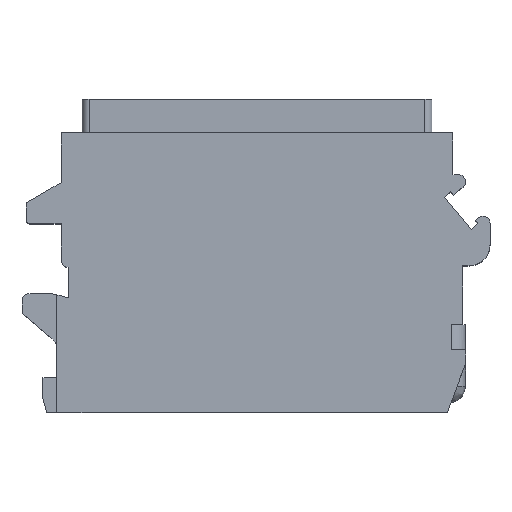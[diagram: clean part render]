
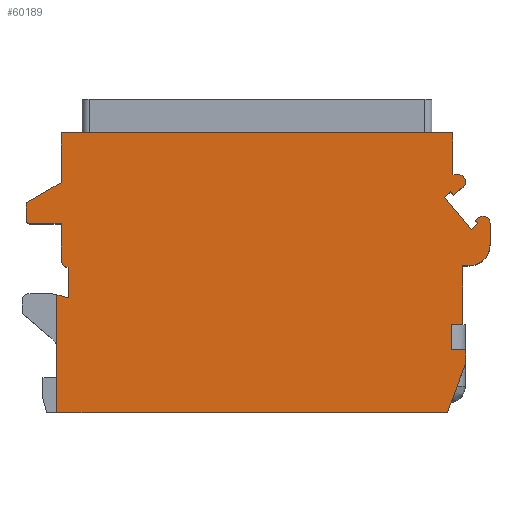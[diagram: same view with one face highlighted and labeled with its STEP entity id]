
A CAD part, top view. The second image highlights one B-rep face of the part: STEP entity #60189.
In plain terms, the highlighted planar face has unit normal (0, 0, 1).
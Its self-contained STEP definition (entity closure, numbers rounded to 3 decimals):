
#4159=CARTESIAN_POINT('',(15.15,12.,14.));
#4160=DIRECTION('',(0.,0.,1.));
#4161=DIRECTION('',(0.,-1.,0.));
#4162=AXIS2_PLACEMENT_3D('',#4159,#4160,#4161);
#4164=DIRECTION('',(-1.,0.,0.));
#4165=VECTOR('',#4164,0.45);
#4166=CARTESIAN_POINT('',(15.15,10.5,14.));
#4167=LINE('',#4166,#4165);
#4168=DIRECTION('',(0.,-1.,0.));
#4169=VECTOR('',#4168,4.2);
#4170=CARTESIAN_POINT('',(14.7,10.5,14.));
#4171=LINE('',#4170,#4169);
#4172=DIRECTION('',(-1.,0.,0.));
#4173=VECTOR('',#4172,0.8);
#4174=CARTESIAN_POINT('',(14.7,6.3,14.));
#4175=LINE('',#4174,#4173);
#4176=DIRECTION('',(0.,-1.,0.));
#4177=VECTOR('',#4176,1.8);
#4178=CARTESIAN_POINT('',(13.9,6.3,14.));
#4179=LINE('',#4178,#4177);
#4180=DIRECTION('',(1.,0.,0.));
#4181=VECTOR('',#4180,1.);
#4182=CARTESIAN_POINT('',(13.9,4.5,14.));
#4183=LINE('',#4182,#4181);
#4184=DIRECTION('',(0.,-1.,0.));
#4185=VECTOR('',#4184,1.);
#4186=CARTESIAN_POINT('',(14.9,4.5,14.));
#4187=LINE('',#4186,#4185);
#4188=DIRECTION('',(-0.348,-0.937,0.));
#4189=VECTOR('',#4188,3.734);
#4190=CARTESIAN_POINT('',(14.9,3.5,14.));
#4191=LINE('',#4190,#4189);
#4192=DIRECTION('',(1.,0.,0.));
#4193=VECTOR('',#4192,27.9);
#4194=CARTESIAN_POINT('',(-14.3,0.,14.));
#4195=LINE('',#4194,#4193);
#4196=DIRECTION('',(0.966,-0.259,0.));
#4197=VECTOR('',#4196,0.828);
#4198=CARTESIAN_POINT('',(-14.3,8.419,14.));
#4199=LINE('',#4198,#4197);
#4200=DIRECTION('',(0.,1.,0.));
#4201=VECTOR('',#4200,2.196);
#4202=CARTESIAN_POINT('',(-13.5,8.204,14.));
#4203=LINE('',#4202,#4201);
#4204=DIRECTION('',(0.,1.,0.));
#4205=VECTOR('',#4204,2.6);
#4206=CARTESIAN_POINT('',(-14.,10.9,14.));
#4207=LINE('',#4206,#4205);
#4208=DIRECTION('',(-1.,0.,0.));
#4209=VECTOR('',#4208,2.2);
#4210=CARTESIAN_POINT('',(-14.,13.5,14.));
#4211=LINE('',#4210,#4209);
#4212=DIRECTION('',(0.,1.,0.));
#4213=VECTOR('',#4212,1.2);
#4214=CARTESIAN_POINT('',(-16.5,13.8,14.));
#4215=LINE('',#4214,#4213);
#4216=DIRECTION('',(0.866,0.5,0.));
#4217=VECTOR('',#4216,2.887);
#4218=CARTESIAN_POINT('',(-16.5,15.,14.));
#4219=LINE('',#4218,#4217);
#4220=DIRECTION('',(0.,-1.,0.));
#4221=VECTOR('',#4220,3.557);
#4222=CARTESIAN_POINT('',(-14.,20.,14.));
#4223=LINE('',#4222,#4221);
#4224=DIRECTION('',(-1.,0.,0.));
#4225=VECTOR('',#4224,28.);
#4226=CARTESIAN_POINT('',(14.,20.,14.));
#4227=LINE('',#4226,#4225);
#4228=DIRECTION('',(0.,-1.,0.));
#4229=VECTOR('',#4228,3.);
#4230=CARTESIAN_POINT('',(14.,20.,14.));
#4231=LINE('',#4230,#4229);
#4232=DIRECTION('',(1.,0.,0.));
#4233=VECTOR('',#4232,0.4);
#4234=CARTESIAN_POINT('',(14.,17.,14.));
#4235=LINE('',#4234,#4233);
#4236=CARTESIAN_POINT('',(14.4,16.5,14.));
#4237=DIRECTION('',(0.,0.,1.));
#4238=DIRECTION('',(0.643,-0.766,0.));
#4239=AXIS2_PLACEMENT_3D('',#4236,#4237,#4238);
#4241=DIRECTION('',(-0.766,-0.643,0.));
#4242=VECTOR('',#4241,0.873);
#4243=CARTESIAN_POINT('',(14.721,16.117,14.));
#4244=LINE('',#4243,#4242);
#4245=DIRECTION('',(-0.643,0.766,0.));
#4246=VECTOR('',#4245,0.3);
#4247=CARTESIAN_POINT('',(14.052,15.556,14.));
#4248=LINE('',#4247,#4246);
#4249=DIRECTION('',(-0.766,-0.643,0.));
#4250=VECTOR('',#4249,0.6);
#4251=CARTESIAN_POINT('',(13.86,15.786,14.));
#4252=LINE('',#4251,#4250);
#4253=DIRECTION('',(0.643,-0.766,0.));
#4254=VECTOR('',#4253,3.);
#4255=CARTESIAN_POINT('',(13.4,15.4,14.));
#4256=LINE('',#4255,#4254);
#4257=DIRECTION('',(0.766,0.643,0.));
#4258=VECTOR('',#4257,0.6);
#4259=CARTESIAN_POINT('',(15.328,13.102,14.));
#4260=LINE('',#4259,#4258);
#4261=DIRECTION('',(-0.643,0.766,0.));
#4262=VECTOR('',#4261,0.3);
#4263=CARTESIAN_POINT('',(15.788,13.488,14.));
#4264=LINE('',#4263,#4262);
#4265=DIRECTION('',(0.766,0.643,0.));
#4266=VECTOR('',#4265,0.305);
#4267=CARTESIAN_POINT('',(15.595,13.717,14.));
#4268=LINE('',#4267,#4266);
#4269=DIRECTION('',(0.,1.,0.));
#4270=VECTOR('',#4269,1.53);
#4271=CARTESIAN_POINT('',(16.65,12.,14.));
#4272=LINE('',#4271,#4270);
#4544=DIRECTION('',(0.,-1.,0.));
#4545=VECTOR('',#4544,8.419);
#4546=CARTESIAN_POINT('',(-14.3,8.419,14.));
#4547=LINE('',#4546,#4545);
#4642=CARTESIAN_POINT('',(-13.5,10.9,14.));
#4643=DIRECTION('',(0.,0.,1.));
#4644=DIRECTION('',(-1.,0.,0.));
#4645=AXIS2_PLACEMENT_3D('',#4642,#4643,#4644);
#4664=CARTESIAN_POINT('',(-16.2,13.8,14.));
#4665=DIRECTION('',(0.,0.,1.));
#4666=DIRECTION('',(-1.,0.,0.));
#4667=AXIS2_PLACEMENT_3D('',#4664,#4665,#4666);
#4798=CARTESIAN_POINT('',(16.15,13.53,14.));
#4799=DIRECTION('',(0.,0.,1.));
#4800=DIRECTION('',(1.,0.,0.));
#4801=AXIS2_PLACEMENT_3D('',#4798,#4799,#4800);
#47016=CARTESIAN_POINT('',(-16.5,15.,14.));
#47017=CARTESIAN_POINT('',(-14.,16.443,14.));
#47018=VERTEX_POINT('',#47016);
#47019=VERTEX_POINT('',#47017);
#47020=CARTESIAN_POINT('',(-14.,20.,14.));
#47021=VERTEX_POINT('',#47020);
#47022=CARTESIAN_POINT('',(-13.5,8.204,14.));
#47024=VERTEX_POINT('',#47022);
#47026=CARTESIAN_POINT('',(-14.,13.5,14.));
#47028=VERTEX_POINT('',#47026);
#47031=CARTESIAN_POINT('',(-16.5,13.8,14.));
#47033=VERTEX_POINT('',#47031);
#47034=CARTESIAN_POINT('',(-16.2,13.5,14.));
#47035=VERTEX_POINT('',#47034);
#47039=CARTESIAN_POINT('',(-14.,10.9,14.));
#47041=VERTEX_POINT('',#47039);
#47042=CARTESIAN_POINT('',(-13.5,10.4,14.));
#47043=VERTEX_POINT('',#47042);
#47051=CARTESIAN_POINT('',(-14.3,0.,14.));
#47053=VERTEX_POINT('',#47051);
#47079=CARTESIAN_POINT('',(-14.3,8.419,14.));
#47081=VERTEX_POINT('',#47079);
#47126=CARTESIAN_POINT('',(14.,17.,14.));
#47127=CARTESIAN_POINT('',(14.4,17.,14.));
#47128=VERTEX_POINT('',#47126);
#47129=VERTEX_POINT('',#47127);
#47130=CARTESIAN_POINT('',(14.721,16.117,14.));
#47131=VERTEX_POINT('',#47130);
#47132=CARTESIAN_POINT('',(14.052,15.556,14.));
#47133=VERTEX_POINT('',#47132);
#47134=CARTESIAN_POINT('',(13.86,15.786,14.));
#47135=VERTEX_POINT('',#47134);
#47136=CARTESIAN_POINT('',(13.4,15.4,14.));
#47137=VERTEX_POINT('',#47136);
#47138=CARTESIAN_POINT('',(15.328,13.102,14.));
#47139=VERTEX_POINT('',#47138);
#47140=CARTESIAN_POINT('',(15.788,13.488,14.));
#47141=VERTEX_POINT('',#47140);
#47142=CARTESIAN_POINT('',(15.595,13.717,14.));
#47143=VERTEX_POINT('',#47142);
#47144=CARTESIAN_POINT('',(14.,20.,14.));
#47145=VERTEX_POINT('',#47144);
#47146=CARTESIAN_POINT('',(14.9,3.5,14.));
#47147=CARTESIAN_POINT('',(13.6,0.,14.));
#47148=VERTEX_POINT('',#47146);
#47149=VERTEX_POINT('',#47147);
#47150=CARTESIAN_POINT('',(14.7,10.5,14.));
#47152=VERTEX_POINT('',#47150);
#47155=CARTESIAN_POINT('',(16.65,13.53,14.));
#47157=VERTEX_POINT('',#47155);
#47158=CARTESIAN_POINT('',(15.829,13.913,14.));
#47159=VERTEX_POINT('',#47158);
#47173=CARTESIAN_POINT('',(14.7,6.3,14.));
#47174=CARTESIAN_POINT('',(13.9,6.3,14.));
#47175=VERTEX_POINT('',#47173);
#47176=VERTEX_POINT('',#47174);
#47177=CARTESIAN_POINT('',(13.9,4.5,14.));
#47178=VERTEX_POINT('',#47177);
#47179=CARTESIAN_POINT('',(14.9,4.5,14.));
#47180=VERTEX_POINT('',#47179);
#47195=CARTESIAN_POINT('',(16.65,12.,14.));
#47197=VERTEX_POINT('',#47195);
#47201=CARTESIAN_POINT('',(15.15,10.5,14.));
#47202=VERTEX_POINT('',#47201);
#60122=CARTESIAN_POINT('',(0.,0.,14.));
#60123=DIRECTION('',(0.,0.,1.));
#60124=DIRECTION('',(1.,0.,0.));
#60125=AXIS2_PLACEMENT_3D('',#60122,#60123,#60124);
#60126=PLANE('',#60125);
#60127=ORIENTED_EDGE('',*,*,#60103,.F.);
#60129=ORIENTED_EDGE('',*,*,#60128,.T.);
#60131=ORIENTED_EDGE('',*,*,#60130,.T.);
#60133=ORIENTED_EDGE('',*,*,#60132,.T.);
#60135=ORIENTED_EDGE('',*,*,#60134,.T.);
#60137=ORIENTED_EDGE('',*,*,#60136,.T.);
#60139=ORIENTED_EDGE('',*,*,#60138,.T.);
#60141=ORIENTED_EDGE('',*,*,#60140,.T.);
#60143=ORIENTED_EDGE('',*,*,#60142,.F.);
#60145=ORIENTED_EDGE('',*,*,#60144,.F.);
#60147=ORIENTED_EDGE('',*,*,#60146,.T.);
#60149=ORIENTED_EDGE('',*,*,#60148,.T.);
#60151=ORIENTED_EDGE('',*,*,#60150,.F.);
#60153=ORIENTED_EDGE('',*,*,#60152,.T.);
#60155=ORIENTED_EDGE('',*,*,#60154,.T.);
#60157=ORIENTED_EDGE('',*,*,#60156,.F.);
#60159=ORIENTED_EDGE('',*,*,#60158,.T.);
#60161=ORIENTED_EDGE('',*,*,#60160,.T.);
#60163=ORIENTED_EDGE('',*,*,#60162,.F.);
#60164=ORIENTED_EDGE('',*,*,#59982,.F.);
#60165=ORIENTED_EDGE('',*,*,#60017,.T.);
#60167=ORIENTED_EDGE('',*,*,#60166,.T.);
#60169=ORIENTED_EDGE('',*,*,#60168,.F.);
#60171=ORIENTED_EDGE('',*,*,#60170,.T.);
#60173=ORIENTED_EDGE('',*,*,#60172,.T.);
#60175=ORIENTED_EDGE('',*,*,#60174,.T.);
#60177=ORIENTED_EDGE('',*,*,#60176,.T.);
#60179=ORIENTED_EDGE('',*,*,#60178,.T.);
#60181=ORIENTED_EDGE('',*,*,#60180,.T.);
#60183=ORIENTED_EDGE('',*,*,#60182,.T.);
#60185=ORIENTED_EDGE('',*,*,#60184,.F.);
#60186=ORIENTED_EDGE('',*,*,#60114,.F.);
#60187=EDGE_LOOP('',(#60127,#60129,#60131,#60133,#60135,#60137,#60139,#60141,
#60143,#60145,#60147,#60149,#60151,#60153,#60155,#60157,#60159,#60161,#60163,
#60164,#60165,#60167,#60169,#60171,#60173,#60175,#60177,#60179,#60181,#60183,
#60185,#60186));
#60188=FACE_OUTER_BOUND('',#60187,.F.);
#60189=ADVANCED_FACE('',(#60188),#60126,.T.);
#4163=CIRCLE('',#4162,1.5);
#4240=CIRCLE('',#4239,0.5);
#4646=CIRCLE('',#4645,0.5);
#4668=CIRCLE('',#4667,0.3);
#4802=CIRCLE('',#4801,0.5);
#59982=EDGE_CURVE('',#47145,#47021,#4227,.T.);
#60017=EDGE_CURVE('',#47145,#47128,#4231,.T.);
#60103=EDGE_CURVE('',#47202,#47197,#4163,.T.);
#60114=EDGE_CURVE('',#47197,#47157,#4272,.T.);
#60128=EDGE_CURVE('',#47202,#47152,#4167,.T.);
#60130=EDGE_CURVE('',#47152,#47175,#4171,.T.);
#60132=EDGE_CURVE('',#47175,#47176,#4175,.T.);
#60134=EDGE_CURVE('',#47176,#47178,#4179,.T.);
#60136=EDGE_CURVE('',#47178,#47180,#4183,.T.);
#60138=EDGE_CURVE('',#47180,#47148,#4187,.T.);
#60140=EDGE_CURVE('',#47148,#47149,#4191,.T.);
#60142=EDGE_CURVE('',#47053,#47149,#4195,.T.);
#60144=EDGE_CURVE('',#47081,#47053,#4547,.T.);
#60146=EDGE_CURVE('',#47081,#47024,#4199,.T.);
#60148=EDGE_CURVE('',#47024,#47043,#4203,.T.);
#60150=EDGE_CURVE('',#47041,#47043,#4646,.T.);
#60152=EDGE_CURVE('',#47041,#47028,#4207,.T.);
#60154=EDGE_CURVE('',#47028,#47035,#4211,.T.);
#60156=EDGE_CURVE('',#47033,#47035,#4668,.T.);
#60158=EDGE_CURVE('',#47033,#47018,#4215,.T.);
#60160=EDGE_CURVE('',#47018,#47019,#4219,.T.);
#60162=EDGE_CURVE('',#47021,#47019,#4223,.T.);
#60166=EDGE_CURVE('',#47128,#47129,#4235,.T.);
#60168=EDGE_CURVE('',#47131,#47129,#4240,.T.);
#60170=EDGE_CURVE('',#47131,#47133,#4244,.T.);
#60172=EDGE_CURVE('',#47133,#47135,#4248,.T.);
#60174=EDGE_CURVE('',#47135,#47137,#4252,.T.);
#60176=EDGE_CURVE('',#47137,#47139,#4256,.T.);
#60178=EDGE_CURVE('',#47139,#47141,#4260,.T.);
#60180=EDGE_CURVE('',#47141,#47143,#4264,.T.);
#60182=EDGE_CURVE('',#47143,#47159,#4268,.T.);
#60184=EDGE_CURVE('',#47157,#47159,#4802,.T.);
